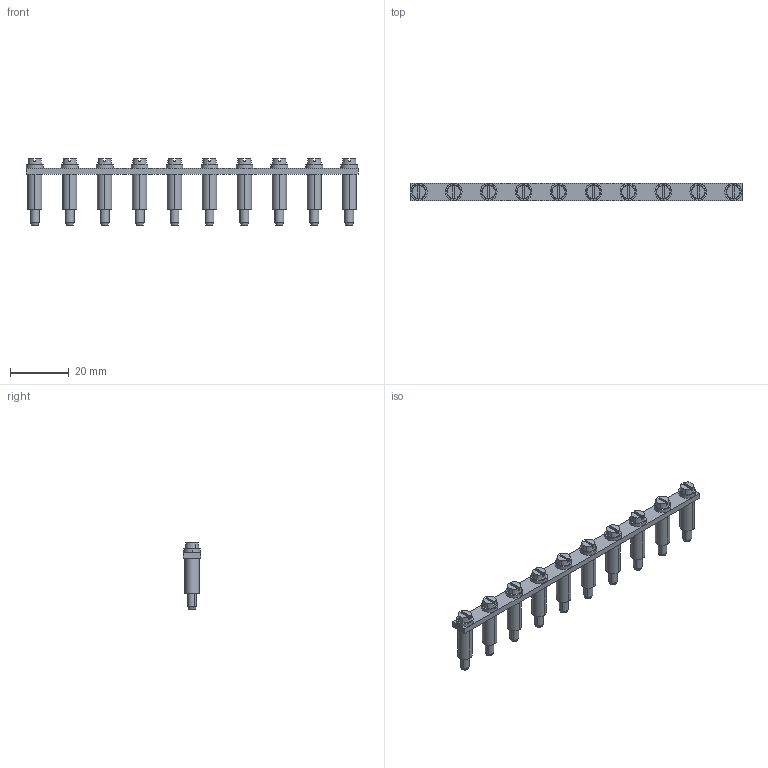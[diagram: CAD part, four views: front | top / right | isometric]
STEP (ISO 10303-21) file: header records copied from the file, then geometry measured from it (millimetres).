
FILE_DESCRIPTION(('CATIA V5 STEP Exchange','CAx-IF Rec.Pracs.--- Model Styling and Organization---1.4--- 2014-01-23'),'2;1');
FILE_NAME ('002020-3_0_0457800000_0457800000.stp','2020-12-01T10:52:07+00:00',('none'),('Weidmueller'),'CATIA Version 5-6 Release 2016 SP3 HF44','CATIA V5 STEP AP214','none');
FILE_SCHEMA(('AUTOMOTIVE_DESIGN { 1 0 10303 214 1 1 1 1 }'));
Length unit declared in the file: millimetre
Products named in the file (1): 0457800000
Bounding box: 113.1 x 6 x 22.5 mm (x, y, z)
Volume: 4203.1 mm3; surface area: 8514.7 mm2
Topology: 31 solids, 31 shells, 396 faces, 872 edges, 548 vertices
Faces by surface type: plane 176, cylinder 160, cone 60
Entity records: 9978 total; most frequent: CARTESIAN_POINT 1927, ORIENTED_EDGE 1744, DIRECTION 1324, EDGE_CURVE 872, AXIS2_PLACEMENT_3D 687, VERTEX_POINT 548, EDGE_LOOP 426, CIRCLE 420
